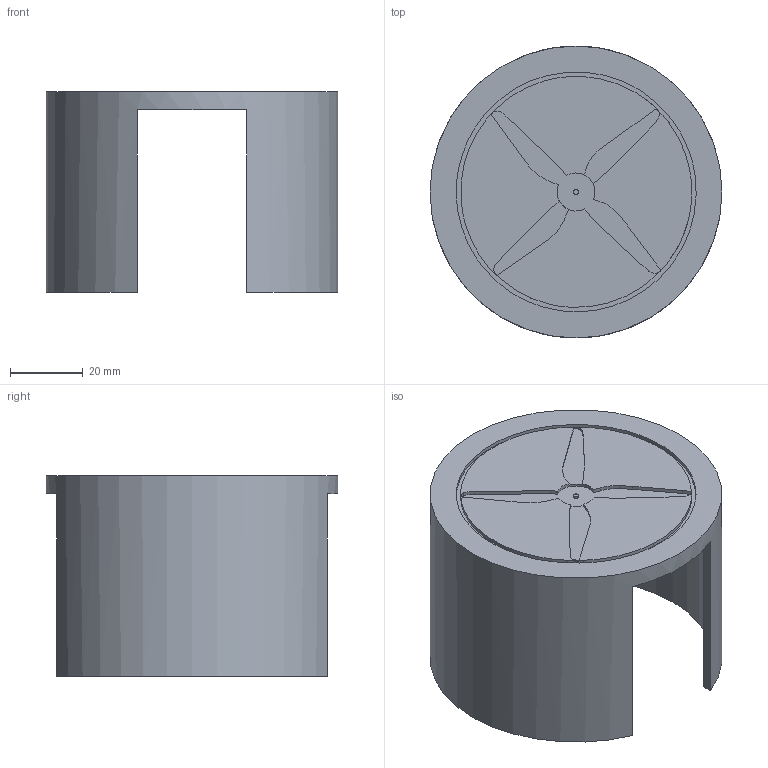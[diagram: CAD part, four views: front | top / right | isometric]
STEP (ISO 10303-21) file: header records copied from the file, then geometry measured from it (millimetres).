
FILE_DESCRIPTION(/* description */ (''),/* implementation_level */ '2;1');
FILE_NAME(/* name */ 'Prop Stops v6.step',/* time_stamp */ '2023-04-13T20:08:50-05:00',/* author */ (''),/* organization */ (''),/* preprocessor_version */ 'ST-DEVELOPER v19.2',/* originating_system */ 'Autodesk Translation Framework v12.4.0.73',/* authorisation */ '');
FILE_SCHEMA (('AUTOMOTIVE_DESIGN { 1 0 10303 214 3 1 1 }'));
Length unit declared in the file: millimetre
Products named in the file (1): Prop Stops
Bounding box: 80 x 80 x 55 mm (x, y, z)
Volume: 47180 mm3; surface area: 30633.8 mm2
Topology: 1 solids, 1 shells, 84 faces, 234 edges, 156 vertices
Faces by surface type: bspline 63, plane 15, cylinder 6
Full cylindrical faces by diameter (mm): 1.403 x1, 80 x1
Entity records: 2887 total; most frequent: CARTESIAN_POINT 1294, ORIENTED_EDGE 468, EDGE_CURVE 234, DIRECTION 172, VERTEX_POINT 156, EDGE_LOOP 88, LINE 88, VECTOR 88
